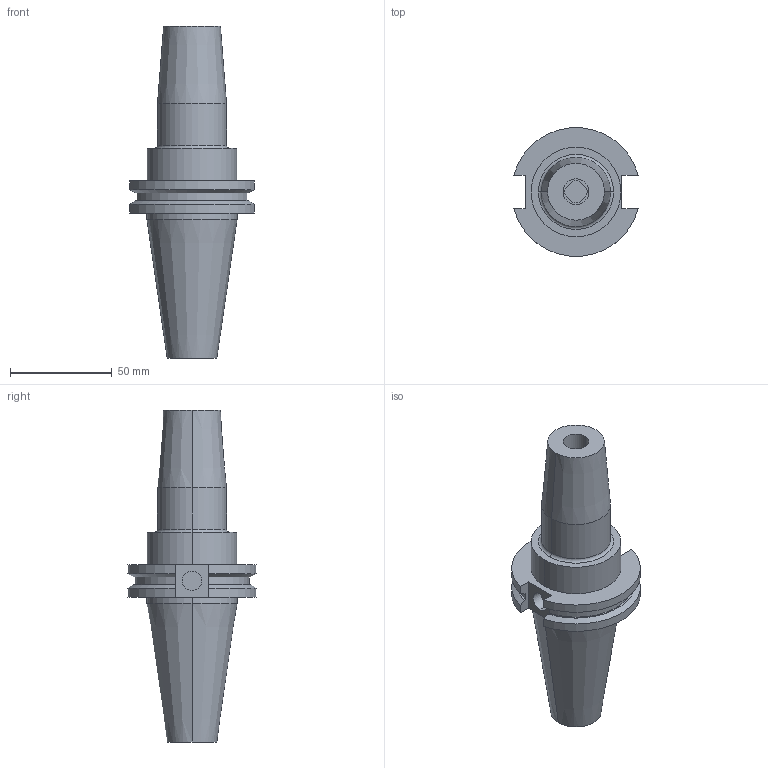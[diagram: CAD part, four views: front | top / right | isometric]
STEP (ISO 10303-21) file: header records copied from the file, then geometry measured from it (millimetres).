
FILE_DESCRIPTION (( 'STEP AP203' ), '1' );
FILE_NAME ('STP-5031-S80-A32-375-AA(SATE-24.05.071.005H).STEP', '2021-07-14T06:01:34', ( '' ), ( '' ), 'SwSTEP 2.0', 'SolidWorks 2017', '' );
FILE_SCHEMA (( 'CONFIG_CONTROL_DESIGN' ));
Length unit declared in the file: millimetre
Products named in the file (1): STP-5031-S80-A32-375-AA(SATE-24.05.071.005H)
Bounding box: 61.35 x 63.26 x 163.55 mm (x, y, z)
Volume: 173664 mm3; surface area: 28733.1 mm2
Topology: 1 solids, 1 shells, 66 faces, 157 edges, 101 vertices
Faces by surface type: cylinder 29, plane 25, cone 10, torus 2
Entity records: 1998 total; most frequent: DIRECTION 351, CARTESIAN_POINT 347, ORIENTED_EDGE 310, EDGE_CURVE 155, AXIS2_PLACEMENT_3D 137, VERTEX_POINT 101, VECTOR 77, LINE 77
